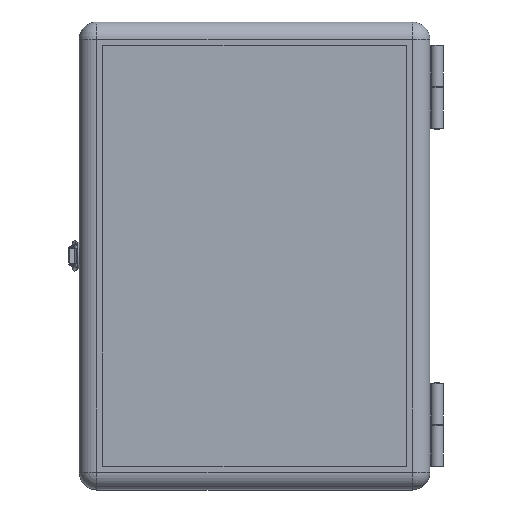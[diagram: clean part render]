
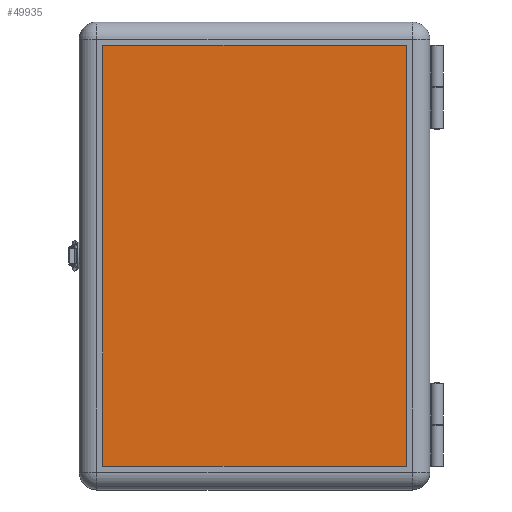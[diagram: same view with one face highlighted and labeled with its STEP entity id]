
A CAD part, top view. The second image highlights one B-rep face of the part: STEP entity #49935.
In plain terms, the highlighted face is planar.
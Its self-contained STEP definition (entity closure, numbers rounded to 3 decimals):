
#7939 = CARTESIAN_POINT ( 'NONE',  ( -135., -185., 0. ) ) ;
#7947 = FACE_OUTER_BOUND ( 'NONE', #46330, .T. ) ;
#7948 = PLANE ( 'NONE',  #8208 ) ;
#7950 = DIRECTION ( 'NONE',  ( 0., 0., 1. ) ) ;
#7951 = DIRECTION ( 'NONE',  ( 1., 0., 0. ) ) ;
#8208 = AXIS2_PLACEMENT_3D ( 'NONE', #7939, #7950, #7951 ) ;
#29206 = VECTOR ( 'NONE', #29722, 1000. ) ;
#29207 = VECTOR ( 'NONE', #29725, 1000. ) ;
#29216 = VECTOR ( 'NONE', #29750, 1000. ) ;
#29218 = VECTOR ( 'NONE', #29756, 1000. ) ;
#29720 = LINE ( 'NONE', #29721, #29206 ) ;
#29721 = CARTESIAN_POINT ( 'NONE',  ( -135., 180., 0. ) ) ;
#29722 = DIRECTION ( 'NONE',  ( -1., 0., 0. ) ) ;
#29723 = LINE ( 'NONE', #29724, #29207 ) ;
#29724 = CARTESIAN_POINT ( 'NONE',  ( 130., -185., 0. ) ) ;
#29725 = DIRECTION ( 'NONE',  ( 0., 1., 0. ) ) ;
#29748 = LINE ( 'NONE', #29749, #29216 ) ;
#29749 = CARTESIAN_POINT ( 'NONE',  ( -130., -185., 0. ) ) ;
#29750 = DIRECTION ( 'NONE',  ( 0., -1., 0. ) ) ;
#29754 = LINE ( 'NONE', #29755, #29218 ) ;
#29755 = CARTESIAN_POINT ( 'NONE',  ( -135., -180., 0. ) ) ;
#29756 = DIRECTION ( 'NONE',  ( 1., 0., 0. ) ) ;
#30602 = CARTESIAN_POINT ( 'NONE',  ( 130., -180., 0. ) ) ;
#30610 = CARTESIAN_POINT ( 'NONE',  ( 130., 180., 0. ) ) ;
#30612 = CARTESIAN_POINT ( 'NONE',  ( -130., 180., 0. ) ) ;
#30808 = CARTESIAN_POINT ( 'NONE',  ( -130., -180., 0. ) ) ;
#33080 = EDGE_CURVE ( 'NONE', #33659, #33661, #29720, .T. ) ;
#33082 = EDGE_CURVE ( 'NONE', #33652, #33659, #29723, .T. ) ;
#33099 = EDGE_CURVE ( 'NONE', #33661, #33841, #29748, .T. ) ;
#33103 = EDGE_CURVE ( 'NONE', #33841, #33652, #29754, .T. ) ;
#33652 = VERTEX_POINT ( 'NONE', #30602 ) ;
#33659 = VERTEX_POINT ( 'NONE', #30610 ) ;
#33661 = VERTEX_POINT ( 'NONE', #30612 ) ;
#33841 = VERTEX_POINT ( 'NONE', #30808 ) ;
#38010 = ORIENTED_EDGE ( 'NONE', *, *, #33082, .F. ) ;
#38012 = ORIENTED_EDGE ( 'NONE', *, *, #33103, .F. ) ;
#38014 = ORIENTED_EDGE ( 'NONE', *, *, #33099, .F. ) ;
#38016 = ORIENTED_EDGE ( 'NONE', *, *, #33080, .F. ) ;
#46330 = EDGE_LOOP ( 'NONE', ( #38010, #38012, #38014, #38016 ) ) ;
#49935 = ADVANCED_FACE ( 'NONE', ( #7947 ), #7948, .F. ) ;
